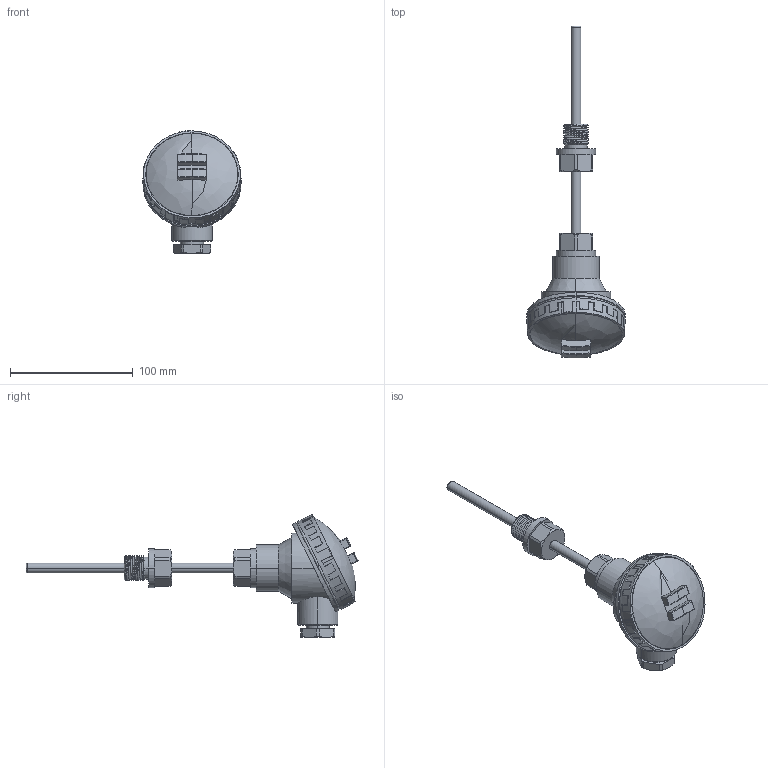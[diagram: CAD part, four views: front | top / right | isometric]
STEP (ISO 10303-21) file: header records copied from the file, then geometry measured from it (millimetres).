
FILE_DESCRIPTION (( 'STEP AP203' ), '1' );
FILE_NAME ('TM143-G12M-50-L100-D08.STEP', '2021-06-10T05:20:58', ( '' ), ( '' ), 'SwSTEP 2.0', 'SolidWorks 2018', '' );
FILE_SCHEMA (( 'CONFIG_CONTROL_DESIGN' ));
Length unit declared in the file: millimetre
Products named in the file (9): TM143-G12M-50-100_ASM_6_ASM.stp; TM143-G12M-50-L100-D08_ASM_12_ASM.stp; TM143-KT-DK_7.stp; TM143-KT-SG_5.stp; 8-179-11.stp; tm143-g12m-50-l100-d08_asm_asm.stp; TM140-8-G12M-T_8.stp; O-79-2_1.stp; TM143-G12M-50-L100-D08
Assembly tree (9 placements, depth 5):
  TM143-G12M-50-L100-D08
    tm143-g12m-50-l100-d08_asm_asm.stp
      TM143-G12M-50-L100-D08_ASM_12_ASM.stp
        TM143-G12M-50-100_ASM_6_ASM.stp
          8-179-11.stp
          TM140-8-G12M-T_8.stp  x2
        TM143-KT-DK_7.stp
        O-79-2_1.stp
        TM143-KT-SG_5.stp
Bounding box: 80 x 270.87 x 100.09 mm (x, y, z)
Volume: 180443.4 mm3; surface area: 58389.9 mm2
Topology: 6 solids, 6 shells, 378 faces, 939 edges, 574 vertices
Faces by surface type: cylinder 125, plane 122, torus 59, cone 33, bspline 29, sphere 10
Entity records: 15793 total; most frequent: CARTESIAN_POINT 7464, ORIENTED_EDGE 1624, DIRECTION 1452, EDGE_CURVE 812, AXIS2_PLACEMENT_3D 641, VERTEX_POINT 494, EDGE_LOOP 346, ADVANCED_FACE 335
